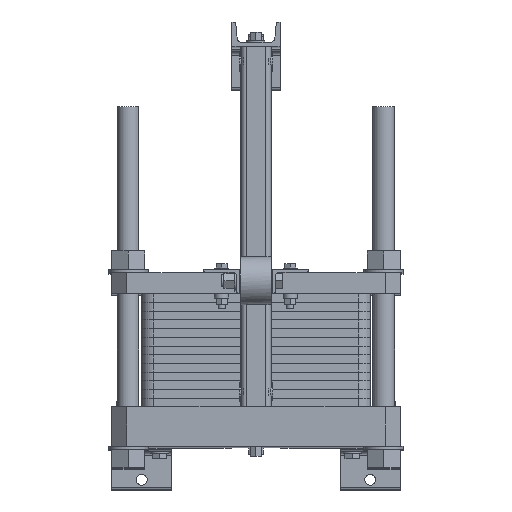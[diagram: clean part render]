
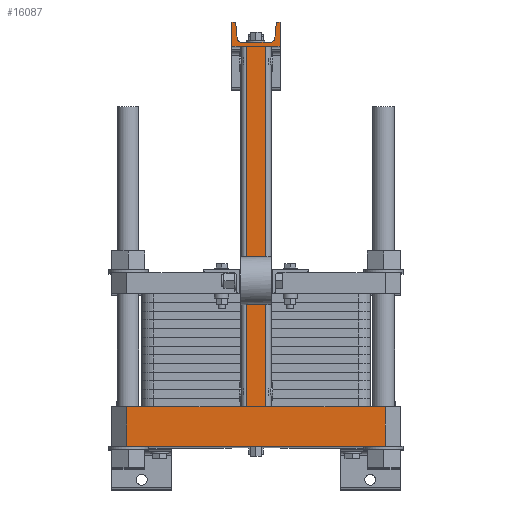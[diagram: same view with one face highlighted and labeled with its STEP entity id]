
A CAD part, top view. The second image highlights one B-rep face of the part: STEP entity #16087.
In plain terms, the highlighted planar face has unit normal (0, 0, 1).
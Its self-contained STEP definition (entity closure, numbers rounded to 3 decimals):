
#1990=FACE_OUTER_BOUND('',#2871,.T.);
#2871=EDGE_LOOP('',(#11933,#11934,#11935,#11936,#11937,#11938,#11939,#11940,
#11941,#11942,#11943,#11944,#11945,#11946,#11947,#11948,#11949,#11950,#11951,
#11952));
#3932=LINE('',#23635,#5670);
#3936=LINE('',#23642,#5674);
#3943=LINE('',#23666,#5681);
#3947=LINE('',#23678,#5685);
#3951=LINE('',#23690,#5689);
#3955=LINE('',#23710,#5693);
#3959=LINE('',#23722,#5697);
#3984=LINE('',#23788,#5722);
#3997=LINE('',#23820,#5735);
#4078=LINE('',#24163,#5816);
#4079=LINE('',#24183,#5817);
#4080=LINE('',#24185,#5818);
#4081=LINE('',#24187,#5819);
#4082=LINE('',#24189,#5820);
#4083=LINE('',#24191,#5821);
#4084=LINE('',#24192,#5822);
#5670=VECTOR('',#18584,10.);
#5674=VECTOR('',#18588,10.);
#5681=VECTOR('',#18605,10.);
#5685=VECTOR('',#18617,10.);
#5689=VECTOR('',#18629,10.);
#5693=VECTOR('',#18649,10.);
#5697=VECTOR('',#18661,10.);
#5722=VECTOR('',#18722,10.);
#5735=VECTOR('',#18759,10.);
#5816=VECTOR('',#19028,10.);
#5817=VECTOR('',#19033,1.);
#5818=VECTOR('',#19034,10.);
#5819=VECTOR('',#19035,10.);
#5820=VECTOR('',#19036,10.);
#5821=VECTOR('',#19037,10.);
#5822=VECTOR('',#19038,10.);
#7410=CIRCLE('',#16885,4.);
#7412=CIRCLE('',#16889,8.);
#7418=CIRCLE('',#16897,8.);
#7420=CIRCLE('',#16901,4.);
#8215=VERTEX_POINT('',#23619);
#8222=VERTEX_POINT('',#23632);
#8223=VERTEX_POINT('',#23634);
#8226=VERTEX_POINT('',#23640);
#8237=VERTEX_POINT('',#23663);
#8238=VERTEX_POINT('',#23665);
#8240=VERTEX_POINT('',#23671);
#8242=VERTEX_POINT('',#23677);
#8244=VERTEX_POINT('',#23683);
#8246=VERTEX_POINT('',#23689);
#8252=VERTEX_POINT('',#23703);
#8254=VERTEX_POINT('',#23709);
#8256=VERTEX_POINT('',#23715);
#8258=VERTEX_POINT('',#23721);
#8376=VERTEX_POINT('',#24162);
#8377=VERTEX_POINT('',#24182);
#8378=VERTEX_POINT('',#24184);
#8379=VERTEX_POINT('',#24186);
#8380=VERTEX_POINT('',#24188);
#8381=VERTEX_POINT('',#24190);
#9586=EDGE_CURVE('',#8223,#8222,#3932,.T.);
#9590=EDGE_CURVE('',#8215,#8226,#3936,.T.);
#9601=EDGE_CURVE('',#8238,#8237,#3943,.T.);
#9604=EDGE_CURVE('',#8240,#8238,#7410,.T.);
#9607=EDGE_CURVE('',#8242,#8240,#3947,.T.);
#9610=EDGE_CURVE('',#8244,#8242,#7412,.T.);
#9613=EDGE_CURVE('',#8246,#8244,#3951,.T.);
#9620=EDGE_CURVE('',#8252,#8246,#7418,.T.);
#9623=EDGE_CURVE('',#8254,#8252,#3955,.T.);
#9626=EDGE_CURVE('',#8256,#8254,#7420,.T.);
#9629=EDGE_CURVE('',#8258,#8256,#3959,.T.);
#9661=EDGE_CURVE('',#8237,#8223,#3984,.T.);
#9677=EDGE_CURVE('',#8226,#8258,#3997,.T.);
#9794=EDGE_CURVE('',#8376,#8215,#4078,.T.);
#9797=EDGE_CURVE('',#8222,#8377,#4079,.T.);
#9798=EDGE_CURVE('',#8377,#8378,#4080,.T.);
#9799=EDGE_CURVE('',#8378,#8379,#4081,.T.);
#9800=EDGE_CURVE('',#8380,#8379,#4082,.T.);
#9801=EDGE_CURVE('',#8381,#8380,#4083,.T.);
#9802=EDGE_CURVE('',#8381,#8376,#4084,.T.);
#11933=ORIENTED_EDGE('',*,*,#9797,.T.);
#11934=ORIENTED_EDGE('',*,*,#9798,.T.);
#11935=ORIENTED_EDGE('',*,*,#9799,.T.);
#11936=ORIENTED_EDGE('',*,*,#9800,.F.);
#11937=ORIENTED_EDGE('',*,*,#9801,.F.);
#11938=ORIENTED_EDGE('',*,*,#9802,.T.);
#11939=ORIENTED_EDGE('',*,*,#9794,.T.);
#11940=ORIENTED_EDGE('',*,*,#9590,.T.);
#11941=ORIENTED_EDGE('',*,*,#9677,.T.);
#11942=ORIENTED_EDGE('',*,*,#9629,.T.);
#11943=ORIENTED_EDGE('',*,*,#9626,.T.);
#11944=ORIENTED_EDGE('',*,*,#9623,.T.);
#11945=ORIENTED_EDGE('',*,*,#9620,.T.);
#11946=ORIENTED_EDGE('',*,*,#9613,.T.);
#11947=ORIENTED_EDGE('',*,*,#9610,.T.);
#11948=ORIENTED_EDGE('',*,*,#9607,.T.);
#11949=ORIENTED_EDGE('',*,*,#9604,.T.);
#11950=ORIENTED_EDGE('',*,*,#9601,.T.);
#11951=ORIENTED_EDGE('',*,*,#9661,.T.);
#11952=ORIENTED_EDGE('',*,*,#9586,.T.);
#15448=PLANE('',#17028);
#16087=ADVANCED_FACE('',(#1990),#15448,.T.);
#16885=AXIS2_PLACEMENT_3D('',#23672,#18611,#18612);
#16889=AXIS2_PLACEMENT_3D('',#23684,#18623,#18624);
#16897=AXIS2_PLACEMENT_3D('',#23704,#18643,#18644);
#16901=AXIS2_PLACEMENT_3D('',#23716,#18655,#18656);
#17028=AXIS2_PLACEMENT_3D('',#24181,#19031,#19032);
#18584=DIRECTION('',(1.,0.,0.));
#18588=DIRECTION('',(1.,0.,0.));
#18605=DIRECTION('',(-1.,0.,0.));
#18611=DIRECTION('center_axis',(0.,0.,1.));
#18612=DIRECTION('ref_axis',(0.996,0.091,0.));
#18617=DIRECTION('',(-0.091,0.996,0.));
#18623=DIRECTION('center_axis',(0.,0.,-1.));
#18624=DIRECTION('ref_axis',(0.996,0.091,0.));
#18629=DIRECTION('',(-1.,0.,0.));
#18643=DIRECTION('center_axis',(0.,0.,-1.));
#18644=DIRECTION('ref_axis',(0.,1.,0.));
#18649=DIRECTION('',(-0.091,-0.996,0.));
#18655=DIRECTION('center_axis',(0.,0.,1.));
#18656=DIRECTION('ref_axis',(0.,1.,0.));
#18661=DIRECTION('',(-1.,0.,0.));
#18722=DIRECTION('',(0.,-1.,0.));
#18759=DIRECTION('',(0.,1.,0.));
#19028=DIRECTION('',(0.,1.,0.));
#19031=DIRECTION('center_axis',(0.,0.,
1.));
#19032=DIRECTION('ref_axis',(-1.,0.,0.));
#19033=DIRECTION('',(0.,-1.,0.));
#19034=DIRECTION('',(-1.,0.,0.));
#19035=DIRECTION('',(0.,-1.,0.));
#19036=DIRECTION('',(-1.,0.,0.));
#19037=DIRECTION('',(0.,-1.,0.));
#19038=DIRECTION('',(-1.,0.,0.));
#23619=CARTESIAN_POINT('',(16.2,600.,1754.));
#23632=CARTESIAN_POINT('',(-16.2,600.,1754.));
#23634=CARTESIAN_POINT('',(-40.,600.,1754.));
#23635=CARTESIAN_POINT('',(-40.,600.,1754.));
#23640=CARTESIAN_POINT('',(40.,600.,1754.));
#23642=CARTESIAN_POINT('',(-40.,600.,1754.));
#23663=CARTESIAN_POINT('',(-40.,640.,1754.));
#23665=CARTESIAN_POINT('',(-37.45,640.,1754.));
#23666=CARTESIAN_POINT('',(-37.45,640.,1754.));
#23671=CARTESIAN_POINT('',(-33.466,636.366,1754.));
#23672=CARTESIAN_POINT('Origin',(-37.45,636.,1754.));
#23677=CARTESIAN_POINT('',(-31.347,613.269,1754.));
#23678=CARTESIAN_POINT('',(-31.347,613.269,1754.));
#23683=CARTESIAN_POINT('',(-23.381,606.,1754.));
#23684=CARTESIAN_POINT('Origin',(-23.381,614.,1754.));
#23689=CARTESIAN_POINT('',(23.381,606.,1754.));
#23690=CARTESIAN_POINT('',(23.381,606.,1754.));
#23703=CARTESIAN_POINT('',(31.347,613.269,1754.));
#23704=CARTESIAN_POINT('Origin',(23.381,614.,1754.));
#23709=CARTESIAN_POINT('',(33.466,636.366,1754.));
#23710=CARTESIAN_POINT('',(33.466,636.366,1754.));
#23715=CARTESIAN_POINT('',(37.45,640.,1754.));
#23716=CARTESIAN_POINT('Origin',(37.45,636.,1754.));
#23721=CARTESIAN_POINT('',(40.,640.,1754.));
#23722=CARTESIAN_POINT('',(40.,640.,1754.));
#23788=CARTESIAN_POINT('',(-40.,640.,1754.));
#23820=CARTESIAN_POINT('',(40.,600.,1754.));
#24162=CARTESIAN_POINT('',(16.2,0.,1754.));
#24163=CARTESIAN_POINT('',(16.2,0.,1754.));
#24181=CARTESIAN_POINT('Origin',(215.,0.,1754.));
#24182=CARTESIAN_POINT('',(-16.2,0.,1754.));
#24183=CARTESIAN_POINT('',(-16.2,761.,1754.));
#24184=CARTESIAN_POINT('',(-215.,0.,1754.));
#24185=CARTESIAN_POINT('',(215.,0.,1754.));
#24186=CARTESIAN_POINT('',(-215.,-65.,1754.));
#24187=CARTESIAN_POINT('',(-215.,0.,1754.));
#24188=CARTESIAN_POINT('',(215.,-65.,1754.));
#24189=CARTESIAN_POINT('',(215.,-65.,1754.));
#24190=CARTESIAN_POINT('',(215.,0.,1754.));
#24191=CARTESIAN_POINT('',(215.,0.,1754.));
#24192=CARTESIAN_POINT('',(215.,0.,1754.));
